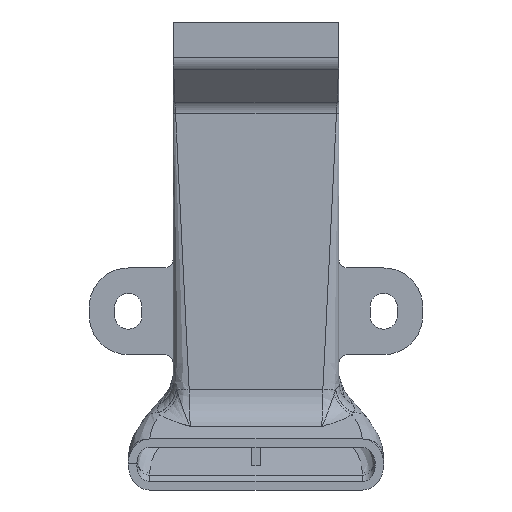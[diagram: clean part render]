
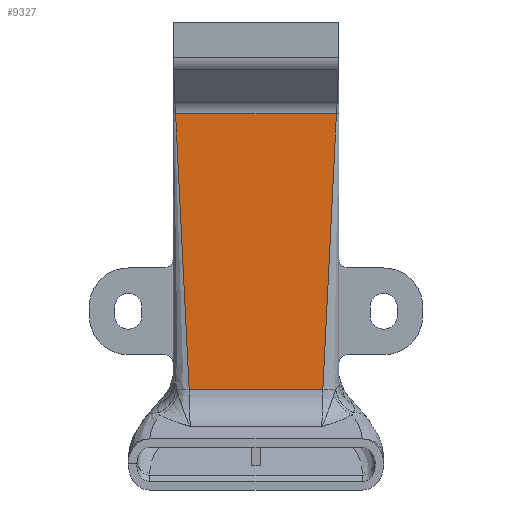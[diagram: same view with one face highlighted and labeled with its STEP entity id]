
A CAD part, left-side view. The second image highlights one B-rep face of the part: STEP entity #9327.
In plain terms, the highlighted planar face has unit normal (-1, 0, 0).
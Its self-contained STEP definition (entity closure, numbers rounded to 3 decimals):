
#2652=CARTESIAN_POINT('',(-10.,-7.856,
-43.226));
#2668=CARTESIAN_POINT('',(-10.,-9.452,
-10.805));
#3616=CARTESIAN_POINT('',(-10.,9.452,
-10.805));
#3753=DIRECTION('',(0.,-1.,0.));
#3754=VECTOR('',#3753,18.904);
#3755=CARTESIAN_POINT('',(-10.,9.452,
-10.805));
#3756=LINE('',#3755,#3754);
#3769=CARTESIAN_POINT('',(-10.,9.452,
-10.805));
#3770=CARTESIAN_POINT('',(-10.,9.308,
-14.241));
#3771=CARTESIAN_POINT('',(-10.,8.98,
-20.371));
#3772=CARTESIAN_POINT('',(-10.,8.5,
-28.574));
#3773=CARTESIAN_POINT('',(-10.,8.169,
-34.877));
#3774=CARTESIAN_POINT('',(-10.,7.97,
-39.555));
#3775=CARTESIAN_POINT('',(-10.,7.886,
-42.155));
#3776=CARTESIAN_POINT('',(-10.,7.856,
-43.226));
#3781=CARTESIAN_POINT('',(-10.,-7.856,
-43.226));
#3782=CARTESIAN_POINT('',(-10.,-7.886,
-42.154));
#3783=CARTESIAN_POINT('',(-10.,-8.061,
-36.745));
#3784=CARTESIAN_POINT('',(-10.,-8.495,
-28.64));
#3785=CARTESIAN_POINT('',(-10.,-9.063,
-18.911));
#3786=CARTESIAN_POINT('',(-10.,-9.339,
-13.509));
#3787=CARTESIAN_POINT('',(-10.,-9.452,
-10.805));
#3802=DIRECTION('',(0.,1.,0.));
#3803=VECTOR('',#3802,15.713);
#3804=CARTESIAN_POINT('',(-10.,-7.856,
-43.226));
#3805=LINE('',#3804,#3803);
#4190=VERTEX_POINT('',#2652);
#4235=VERTEX_POINT('',#2668);
#4260=CARTESIAN_POINT('',(-10.,7.856,
-43.226));
#4261=VERTEX_POINT('',#4260);
#4267=VERTEX_POINT('',#3616);
#9315=CARTESIAN_POINT('',(-10.,0.,-46.113));
#9316=DIRECTION('',(-1.,0.,0.));
#9317=DIRECTION('',(0.,0.,1.));
#9318=AXIS2_PLACEMENT_3D('',#9315,#9316,#9317);
#9319=PLANE('',#9318);
#9320=ORIENTED_EDGE('',*,*,#9065,.F.);
#9321=ORIENTED_EDGE('',*,*,#9309,.T.);
#9322=ORIENTED_EDGE('',*,*,#7586,.F.);
#9324=ORIENTED_EDGE('',*,*,#9323,.T.);
#9325=EDGE_LOOP('',(#9320,#9321,#9322,#9324));
#9326=FACE_OUTER_BOUND('',#9325,.F.);
#3777=B_SPLINE_CURVE_WITH_KNOTS('',3,(#3769,#3770,#3771,#3772,#3773,#3774,#3775,
#3776),.UNSPECIFIED.,.F.,.F.,(4,1,1,1,1,4),(0.,0.318,
0.568,0.76,0.901,1.),.UNSPECIFIED.);
#3788=B_SPLINE_CURVE_WITH_KNOTS('',3,(#3781,#3782,#3783,#3784,#3785,#3786,
#3787),.UNSPECIFIED.,.F.,.F.,(4,1,1,1,4),(0.,0.099,
0.5,0.75,1.),.UNSPECIFIED.);
#7586=EDGE_CURVE('',#4190,#4235,#3788,.T.);
#9065=EDGE_CURVE('',#4267,#4261,#3777,.T.);
#9309=EDGE_CURVE('',#4267,#4235,#3756,.T.);
#9323=EDGE_CURVE('',#4190,#4261,#3805,.T.);
#9327=ADVANCED_FACE('',(#9326),#9319,.T.);
